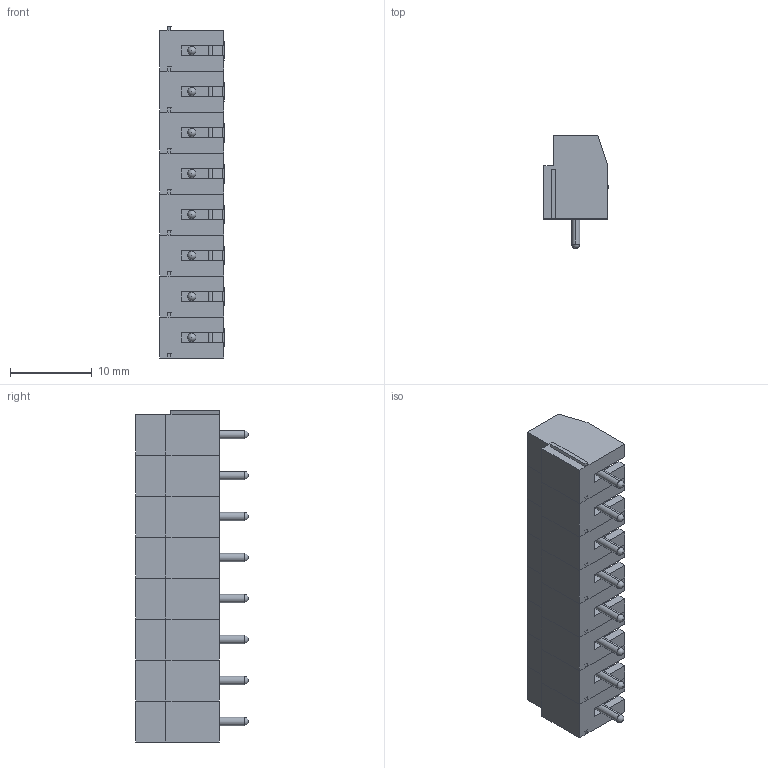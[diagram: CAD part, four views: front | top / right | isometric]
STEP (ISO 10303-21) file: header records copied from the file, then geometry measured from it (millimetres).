
FILE_DESCRIPTION (( 'STEP AP214' ), '1' );
FILE_NAME ('TBLOCK-8PIN-5mm pitch.STEP', '2020-06-29T08:21:21', ( '' ), ( '' ), 'SwSTEP 2.0', 'SolidWorks 2018', '' );
FILE_SCHEMA (( 'AUTOMOTIVE_DESIGN' ));
Length unit declared in the file: millimetre
Products named in the file (4): Inner; Screw; Outter; TBLOCK-8PIN-5mm pitch
Assembly tree (24 placements, depth 2):
  TBLOCK-8PIN-5mm pitch
    Outter  x8
    Screw  x8
    Inner  x8
Bounding box: 7.87 x 13.75 x 40.5 mm (x, y, z)
Volume: 2252.1 mm3; surface area: 5970.7 mm2
Topology: 24 solids, 24 shells, 1320 faces, 3312 edges, 1976 vertices
Faces by surface type: plane 536, cylinder 344, bspline 224, torus 104, sphere 88, cone 24
Entity records: 5725 total; most frequent: CARTESIAN_POINT 1770, ORIENTED_EDGE 802, DIRECTION 773, EDGE_CURVE 401, AXIS2_PLACEMENT_3D 288, VERTEX_POINT 245, VECTOR 197, LINE 197
